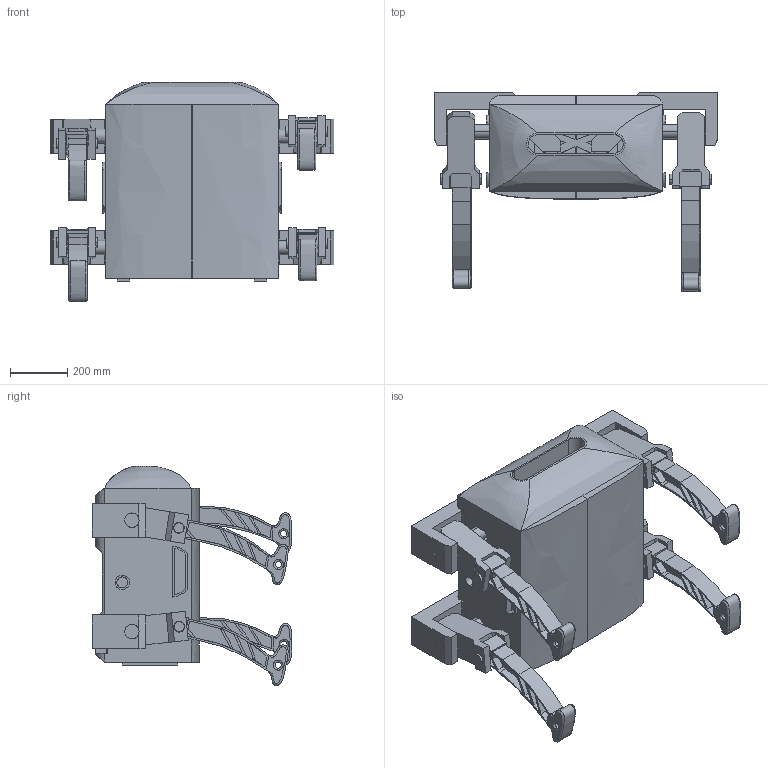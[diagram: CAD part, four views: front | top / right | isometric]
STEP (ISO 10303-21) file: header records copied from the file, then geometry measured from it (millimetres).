
FILE_DESCRIPTION (( 'STEP AP214' ), '1' );
FILE_NAME ('first attempt.STEP', '2023-10-18T11:56:50', ( '' ), ( '' ), 'SwSTEP 2.0', 'SolidWorks 2023', '' );
FILE_SCHEMA (( 'AUTOMOTIVE_DESIGN' ));
Length unit declared in the file: inch
Products named in the file (8): forbie_thigh; forbie_thigh_main_joint; forbie_mainbody; forbie_leg; forbie_leg_thigh_joint1; first attempt; armholder2; spring
Assembly tree (26 placements, depth 2):
  first attempt
    spring  x5
    armholder2  x4
    forbie_mainbody
    forbie_thigh  x4
    forbie_thigh_main_joint  x4
    forbie_leg  x4
    forbie_leg_thigh_joint1  x4
Bounding box: 995.56 x 699.96 x 768.02 mm (x, y, z)
Volume: 73972076.5 mm3; surface area: 7448319.4 mm2
Topology: 26 solids, 30 shells, 1765 faces, 5049 edges, 3340 vertices
Faces by surface type: plane 1344, bspline 285, cylinder 128, cone 8
Entity records: 35246 total; most frequent: CARTESIAN_POINT 18554, ORIENTED_EDGE 3716, DIRECTION 2866, EDGE_CURVE 1858, VECTOR 1490, LINE 1490, VERTEX_POINT 1226, AXIS2_PLACEMENT_3D 688
